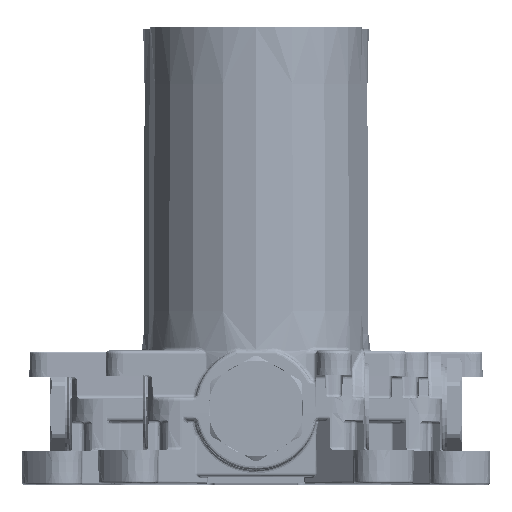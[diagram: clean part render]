
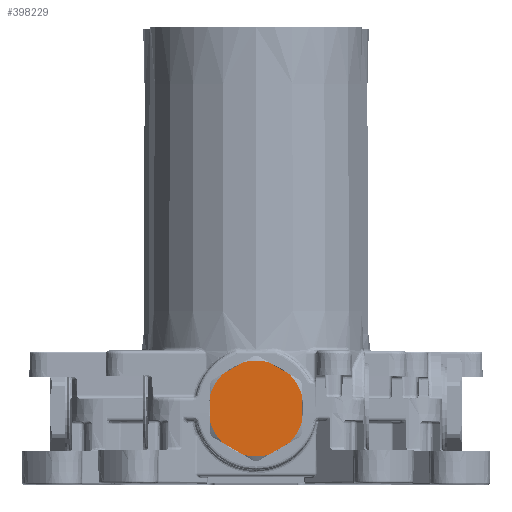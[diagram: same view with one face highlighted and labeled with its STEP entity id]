
A CAD part, top view. The second image highlights one B-rep face of the part: STEP entity #398229.
In plain terms, the highlighted planar face has unit normal (0, 0, 1).
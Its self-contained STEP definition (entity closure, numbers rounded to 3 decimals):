
#397888=CARTESIAN_POINT('Vertex',(14.,-3.512,279.183)) ;
#397891=CARTESIAN_POINT('Axis2P3D Location',(0.,0.,279.183)) ;
#397895=CARTESIAN_POINT('Vertex',(10.041,-10.368,279.183)) ;
#397939=CARTESIAN_POINT('Vertex',(3.959,-13.88,279.183)) ;
#397942=CARTESIAN_POINT('Axis2P3D Location',(0.,0.,279.183)) ;
#397946=CARTESIAN_POINT('Vertex',(0.,-14.434,279.183)) ;
#397949=CARTESIAN_POINT('Axis2P3D Location',(0.,0.,279.183)) ;
#397953=CARTESIAN_POINT('Vertex',(-3.959,-13.88,279.183)) ;
#397978=CARTESIAN_POINT('Vertex',(-10.041,-10.368,279.183)) ;
#397981=CARTESIAN_POINT('Axis2P3D Location',(0.,0.,279.183)) ;
#397985=CARTESIAN_POINT('Vertex',(-14.,-3.512,279.183)) ;
#398015=CARTESIAN_POINT('Vertex',(-14.,3.512,279.183)) ;
#398018=CARTESIAN_POINT('Axis2P3D Location',(0.,0.,279.183)) ;
#398022=CARTESIAN_POINT('Vertex',(-10.041,10.368,279.183)) ;
#398045=CARTESIAN_POINT('Axis2P3D Location',(0.,0.,279.183)) ;
#398049=CARTESIAN_POINT('Vertex',(0.,14.434,279.183)) ;
#398051=CARTESIAN_POINT('Vertex',(3.959,13.88,279.183)) ;
#398081=CARTESIAN_POINT('Vertex',(-3.959,13.88,279.183)) ;
#398084=CARTESIAN_POINT('Axis2P3D Location',(0.,0.,279.183)) ;
#398105=CARTESIAN_POINT('Vertex',(10.041,10.368,279.183)) ;
#398108=CARTESIAN_POINT('Axis2P3D Location',(0.,0.,279.183)) ;
#398112=CARTESIAN_POINT('Vertex',(14.,3.512,279.183)) ;
#398178=CARTESIAN_POINT('Axis2P3D Location',(0.,0.,279.183)) ;
#398183=CARTESIAN_POINT('Line Origine',(7.,-12.124,279.183)) ;
#398188=CARTESIAN_POINT('Line Origine',(14.,0.,279.183)) ;
#398193=CARTESIAN_POINT('Line Origine',(7.,12.124,279.183)) ;
#398198=CARTESIAN_POINT('Line Origine',(-7.,12.124,279.183)) ;
#398203=CARTESIAN_POINT('Line Origine',(-14.,0.,279.183)) ;
#398208=CARTESIAN_POINT('Line Origine',(-7.,-12.124,279.183)) ;
#398185=VECTOR('Line Direction',#398184,1.) ;
#398190=VECTOR('Line Direction',#398189,1.) ;
#398195=VECTOR('Line Direction',#398194,1.) ;
#398200=VECTOR('Line Direction',#398199,1.) ;
#398205=VECTOR('Line Direction',#398204,1.) ;
#398210=VECTOR('Line Direction',#398209,1.) ;
#397892=DIRECTION('Axis2P3D Direction',(0.,-0.,-1.)) ;
#397943=DIRECTION('Axis2P3D Direction',(0.,-0.,-1.)) ;
#397950=DIRECTION('Axis2P3D Direction',(0.,-0.,-1.)) ;
#397982=DIRECTION('Axis2P3D Direction',(0.,-0.,-1.)) ;
#398019=DIRECTION('Axis2P3D Direction',(0.,-0.,-1.)) ;
#398046=DIRECTION('Axis2P3D Direction',(0.,-0.,-1.)) ;
#398085=DIRECTION('Axis2P3D Direction',(0.,-0.,-1.)) ;
#398109=DIRECTION('Axis2P3D Direction',(0.,-0.,-1.)) ;
#398179=DIRECTION('Axis2P3D Direction',(0.,-0.,-1.)) ;
#398180=DIRECTION('Axis2P3D XDirection',(0.,-1.,0.)) ;
#398184=DIRECTION('Vector Direction',(-0.866,-0.5,0.)) ;
#398189=DIRECTION('Vector Direction',(0.,-1.,0.)) ;
#398194=DIRECTION('Vector Direction',(0.866,-0.5,0.)) ;
#398199=DIRECTION('Vector Direction',(0.866,0.5,0.)) ;
#398204=DIRECTION('Vector Direction',(0.,1.,0.)) ;
#398209=DIRECTION('Vector Direction',(-0.866,0.5,0.)) ;
#397893=AXIS2_PLACEMENT_3D('Circle Axis2P3D',#397891,#397892,$) ;
#397944=AXIS2_PLACEMENT_3D('Circle Axis2P3D',#397942,#397943,$) ;
#397951=AXIS2_PLACEMENT_3D('Circle Axis2P3D',#397949,#397950,$) ;
#397983=AXIS2_PLACEMENT_3D('Circle Axis2P3D',#397981,#397982,$) ;
#398020=AXIS2_PLACEMENT_3D('Circle Axis2P3D',#398018,#398019,$) ;
#398047=AXIS2_PLACEMENT_3D('Circle Axis2P3D',#398045,#398046,$) ;
#398086=AXIS2_PLACEMENT_3D('Circle Axis2P3D',#398084,#398085,$) ;
#398110=AXIS2_PLACEMENT_3D('Circle Axis2P3D',#398108,#398109,$) ;
#398181=AXIS2_PLACEMENT_3D('Plane Axis2P3D',#398178,#398179,#398180) ;
#398186=LINE('Line',#398183,#398185) ;
#398191=LINE('Line',#398188,#398190) ;
#398196=LINE('Line',#398193,#398195) ;
#398201=LINE('Line',#398198,#398200) ;
#398206=LINE('Line',#398203,#398205) ;
#398211=LINE('Line',#398208,#398210) ;
#397894=CIRCLE('generated circle',#397893,14.434) ;
#397945=CIRCLE('generated circle',#397944,14.434) ;
#397952=CIRCLE('generated circle',#397951,14.434) ;
#397984=CIRCLE('generated circle',#397983,14.434) ;
#398021=CIRCLE('generated circle',#398020,14.434) ;
#398048=CIRCLE('generated circle',#398047,14.434) ;
#398087=CIRCLE('generated circle',#398086,14.434) ;
#398111=CIRCLE('generated circle',#398110,14.434) ;
#398182=PLANE('',#398181) ;
#397897=EDGE_CURVE('',#397896,#397889,#397894,.F.) ;
#397948=EDGE_CURVE('',#397940,#397947,#397945,.T.) ;
#397955=EDGE_CURVE('',#397947,#397954,#397952,.T.) ;
#397987=EDGE_CURVE('',#397986,#397979,#397984,.F.) ;
#398024=EDGE_CURVE('',#398023,#398016,#398021,.F.) ;
#398053=EDGE_CURVE('',#398050,#398052,#398048,.T.) ;
#398088=EDGE_CURVE('',#398082,#398050,#398087,.T.) ;
#398114=EDGE_CURVE('',#398113,#398106,#398111,.F.) ;
#398187=EDGE_CURVE('',#397896,#397940,#398186,.T.) ;
#398192=EDGE_CURVE('',#398113,#397889,#398191,.T.) ;
#398197=EDGE_CURVE('',#398052,#398106,#398196,.T.) ;
#398202=EDGE_CURVE('',#398023,#398082,#398201,.T.) ;
#398207=EDGE_CURVE('',#397986,#398016,#398206,.T.) ;
#398212=EDGE_CURVE('',#397954,#397979,#398211,.T.) ;
#398214=ORIENTED_EDGE('',*,*,#398187,.F.) ;
#398215=ORIENTED_EDGE('',*,*,#397897,.T.) ;
#398216=ORIENTED_EDGE('',*,*,#398192,.F.) ;
#398217=ORIENTED_EDGE('',*,*,#398114,.T.) ;
#398218=ORIENTED_EDGE('',*,*,#398197,.F.) ;
#398219=ORIENTED_EDGE('',*,*,#398053,.F.) ;
#398220=ORIENTED_EDGE('',*,*,#398088,.F.) ;
#398221=ORIENTED_EDGE('',*,*,#398202,.F.) ;
#398222=ORIENTED_EDGE('',*,*,#398024,.T.) ;
#398223=ORIENTED_EDGE('',*,*,#398207,.F.) ;
#398224=ORIENTED_EDGE('',*,*,#397987,.T.) ;
#398225=ORIENTED_EDGE('',*,*,#398212,.F.) ;
#398226=ORIENTED_EDGE('',*,*,#397955,.F.) ;
#398227=ORIENTED_EDGE('',*,*,#397948,.F.) ;
#398213=EDGE_LOOP('',(#398214,#398215,#398216,#398217,#398218,#398219,#398220,#398221,#398222,#398223,#398224,#398225,#398226,#398227)) ;
#397889=VERTEX_POINT('',#397888) ;
#397896=VERTEX_POINT('',#397895) ;
#397940=VERTEX_POINT('',#397939) ;
#397947=VERTEX_POINT('',#397946) ;
#397954=VERTEX_POINT('',#397953) ;
#397979=VERTEX_POINT('',#397978) ;
#397986=VERTEX_POINT('',#397985) ;
#398016=VERTEX_POINT('',#398015) ;
#398023=VERTEX_POINT('',#398022) ;
#398050=VERTEX_POINT('',#398049) ;
#398052=VERTEX_POINT('',#398051) ;
#398082=VERTEX_POINT('',#398081) ;
#398106=VERTEX_POINT('',#398105) ;
#398113=VERTEX_POINT('',#398112) ;
#398229=ADVANCED_FACE('2UV.1',(#398228),#398182,.F.) ;
#398228=FACE_OUTER_BOUND('',#398213,.T.) ;
